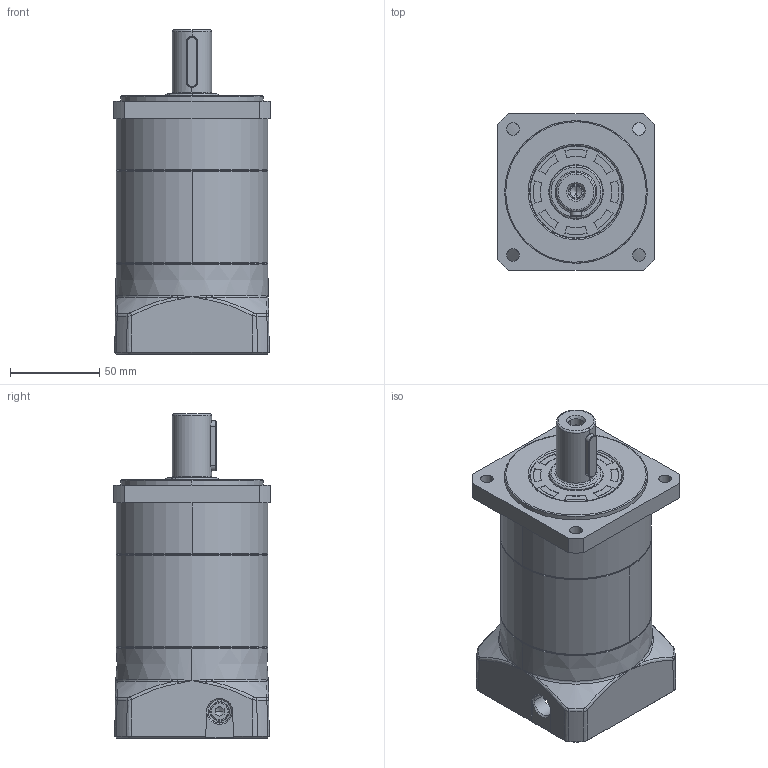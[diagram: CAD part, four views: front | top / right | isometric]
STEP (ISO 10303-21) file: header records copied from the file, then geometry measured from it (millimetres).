
FILE_DESCRIPTION (( 'STEP AP214' ), '1' );
FILE_NAME ('FB-090-L2-P2-朴14(覃淕杶)-朴73-朴98.5-M6-42-C22.STEP', '2024-01-04T13:28:43', ( '' ), ( '' ), 'SwSTEP 2.0', 'SolidWorks 2013', '' );
FILE_SCHEMA (( 'AUTOMOTIVE_DESIGN' ));
Length unit declared in the file: millimetre
Products named in the file (10): M5樓粟菜; A倰す瑩6X28; 单边锁输入轴FB090-19(带螺丝); FB-090-L2-P2-朴14(覃淕杶)-朴73-朴98.5-M6-42-C22; 镂空输入法兰FB090-Φ73X51XM6(98.5); 输入调整套19-14; 怀堤傷褲极FB090; 内齿圈FB090-S108; 怀堤俴陎殤FB090-C22; FBK嘎殤蚐猾 KG30x52x6
Assembly tree (14 placements, depth 2):
  FB-090-L2-P2-朴14(覃淕杶)-朴73-朴98.5-M6-42-C22
    单边锁输入轴FB090-19(带螺丝)
    A倰す瑩6X28
    M5樓粟菜  x6
    FBK嘎殤蚐猾 KG30x52x6
    怀堤俴陎殤FB090-C22
    内齿圈FB090-S108
    怀堤傷褲极FB090
    输入调整套19-14
    镂空输入法兰FB090-Φ73X51XM6(98.5)
Bounding box: 88 x 88 x 182 mm (x, y, z)
Volume: 762207.1 mm3; surface area: 140232.6 mm2
Topology: 9 solids, 21 shells, 1304 faces, 3167 edges, 1887 vertices
Faces by surface type: bspline 404, plane 282, cylinder 260, cone 209, torus 127, sphere 22
Entity records: 54681 total; most frequent: CARTESIAN_POINT 30320, ORIENTED_EDGE 5514, DIRECTION 4325, EDGE_CURVE 2761, AXIS2_PLACEMENT_3D 1850, VERTEX_POINT 1668, EDGE_LOOP 1256, ADVANCED_FACE 1164
